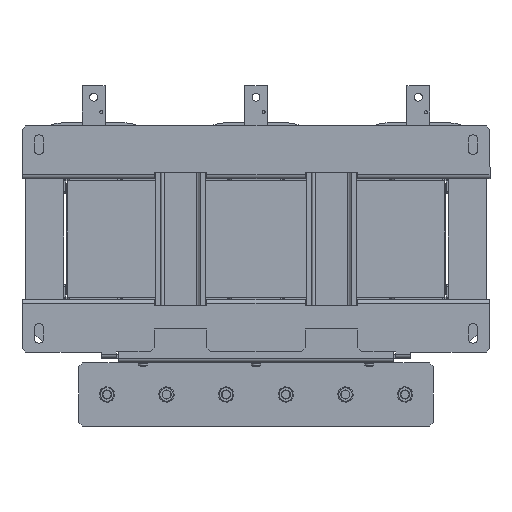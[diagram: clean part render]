
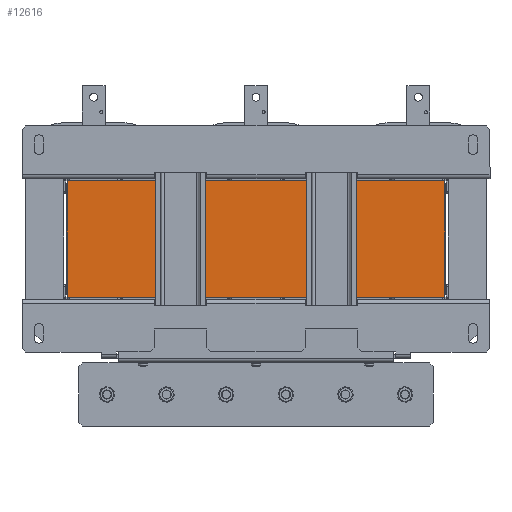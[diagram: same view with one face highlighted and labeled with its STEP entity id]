
A CAD part, front view. The second image highlights one B-rep face of the part: STEP entity #12616.
In plain terms, the highlighted planar face has unit normal (0, -1, 0).
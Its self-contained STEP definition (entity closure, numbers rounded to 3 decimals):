
#943 = CARTESIAN_POINT ( 'NONE',  ( 250., 0., -77. ) ) ;
#1136 = EDGE_LOOP ( 'NONE', ( #7336, #7908, #7375, #6993 ) ) ;
#2518 = CARTESIAN_POINT ( 'NONE',  ( -250., 0., 77. ) ) ;
#6993 = ORIENTED_EDGE ( 'NONE', *, *, #18621, .F. ) ;
#7336 = ORIENTED_EDGE ( 'NONE', *, *, #18608, .F. ) ;
#7375 = ORIENTED_EDGE ( 'NONE', *, *, #18576, .F. ) ;
#7908 = ORIENTED_EDGE ( 'NONE', *, *, #18593, .F. ) ;
#8725 = CARTESIAN_POINT ( 'NONE',  ( -250., 0., -77. ) ) ;
#8734 = CARTESIAN_POINT ( 'NONE',  ( 250., 0., 77. ) ) ;
#10207 = VERTEX_POINT ( 'NONE', #943 ) ;
#10292 = VERTEX_POINT ( 'NONE', #2518 ) ;
#11142 = VERTEX_POINT ( 'NONE', #8734 ) ;
#11149 = VERTEX_POINT ( 'NONE', #8725 ) ;
#12071 = VECTOR ( 'NONE', #13239, 1000. ) ;
#12073 = LINE ( 'NONE', #13240, #12071 ) ;
#12092 = VECTOR ( 'NONE', #13162, 1000. ) ;
#12123 = LINE ( 'NONE', #13200, #12216 ) ;
#12200 = LINE ( 'NONE', #13163, #12092 ) ;
#12216 = VECTOR ( 'NONE', #13199, 1000. ) ;
#12239 = LINE ( 'NONE', #13303, #12661 ) ;
#12616 = ADVANCED_FACE ( 'NONE', ( #19104 ), #20197, .T. ) ;
#12661 = VECTOR ( 'NONE', #13294, 1000. ) ;
#13162 = DIRECTION ( 'NONE',  ( -1., 0., 0. ) ) ;
#13163 = CARTESIAN_POINT ( 'NONE',  ( -250., 0., -77. ) ) ;
#13199 = DIRECTION ( 'NONE',  ( 0., 0., -1. ) ) ;
#13200 = CARTESIAN_POINT ( 'NONE',  ( 250., 0., 77. ) ) ;
#13239 = DIRECTION ( 'NONE',  ( 1., 0., 0. ) ) ;
#13240 = CARTESIAN_POINT ( 'NONE',  ( -250., 0., 77. ) ) ;
#13294 = DIRECTION ( 'NONE',  ( 0., 0., 1. ) ) ;
#13303 = CARTESIAN_POINT ( 'NONE',  ( -250., 0., 77. ) ) ;
#16388 = AXIS2_PLACEMENT_3D ( 'NONE', #20199, #20188, #20226 ) ;
#18576 = EDGE_CURVE ( 'NONE', #11149, #10292, #12239, .T. ) ;
#18593 = EDGE_CURVE ( 'NONE', #10292, #11142, #12073, .T. ) ;
#18608 = EDGE_CURVE ( 'NONE', #11142, #10207, #12123, .T. ) ;
#18621 = EDGE_CURVE ( 'NONE', #10207, #11149, #12200, .T. ) ;
#19104 = FACE_OUTER_BOUND ( 'NONE', #1136, .T. ) ;
#20188 = DIRECTION ( 'NONE',  ( 0., -1., 0. ) ) ;
#20197 = PLANE ( 'NONE',  #16388 ) ;
#20199 = CARTESIAN_POINT ( 'NONE',  ( 0., 0., 0. ) ) ;
#20226 = DIRECTION ( 'NONE',  ( 0., 0., -1. ) ) ;
